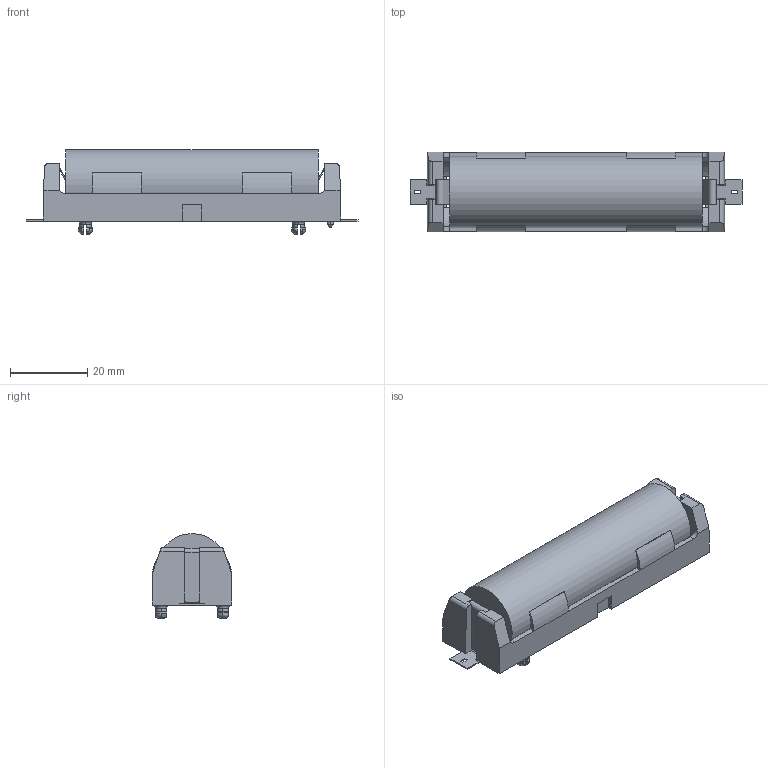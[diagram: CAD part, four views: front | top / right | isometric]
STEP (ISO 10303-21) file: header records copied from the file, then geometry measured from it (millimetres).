
FILE_DESCRIPTION(('FreeCAD Model'),'2;1');
FILE_NAME('1042.step' ,'2018-03-03T15:28:27',(''),(''),'Open CASCADE STEP processor 6.8', 'FreeCAD','Unknown');
FILE_SCHEMA(('AUTOMOTIVE_DESIGN_CC2 { 1 2 10303 214 -1 1 5 4 }'));
Length unit declared in the file: millimetre
Products named in the file (2): 1042; Cylinder
Bounding box: 86 x 20.65 x 21.94 mm (x, y, z)
Volume: 23119.8 mm3; surface area: 10746.8 mm2
Topology: 2 solids, 2 shells, 685 faces, 1879 edges, 1245 vertices
Faces by surface type: plane 499, bspline 128, cylinder 45, revolution 8, torus 4, sphere 1
Full cylindrical faces by diameter (mm): 18.5 x1
Entity records: 33847 total; most frequent: CARTESIAN_POINT 12435, ORIENTED_EDGE 3756, DIRECTION 2833, EDGE_CURVE 1878, LINE 1461, VECTOR 1461, VERTEX_POINT 1245, FACE_BOUND 743
